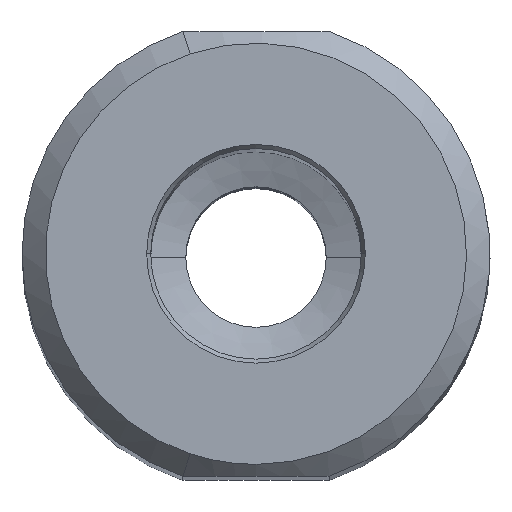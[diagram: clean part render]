
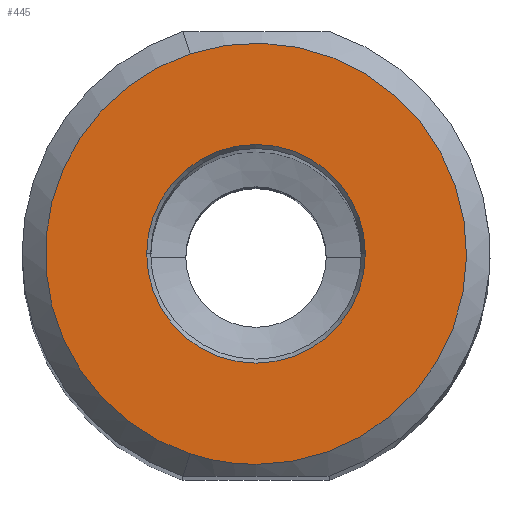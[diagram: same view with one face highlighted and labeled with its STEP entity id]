
A CAD part, top view. The second image highlights one B-rep face of the part: STEP entity #445.
In plain terms, the highlighted planar face has unit normal (0, 0, 1).
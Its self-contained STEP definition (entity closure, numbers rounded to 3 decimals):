
#445=ADVANCED_FACE('',(#547,#548),#509,.T.);
#509=PLANE('',#1608);
#547=FACE_BOUND('',#586,.T.);
#548=FACE_BOUND('',#587,.T.);
#586=EDGE_LOOP('',(#788,#789,#790));
#587=EDGE_LOOP('',(#791,#792));
#788=ORIENTED_EDGE('',*,*,#1206,.F.);
#789=ORIENTED_EDGE('',*,*,#1204,.F.);
#790=ORIENTED_EDGE('',*,*,#1203,.F.);
#791=ORIENTED_EDGE('',*,*,#1245,.F.);
#792=ORIENTED_EDGE('',*,*,#1246,.F.);
#1072=VERTEX_POINT('',#2354);
#1073=VERTEX_POINT('',#2356);
#1074=VERTEX_POINT('',#2358);
#1098=VERTEX_POINT('',#2615);
#1099=VERTEX_POINT('',#2617);
#1203=EDGE_CURVE('',#1072,#1073,#1382,.T.);
#1204=EDGE_CURVE('',#1073,#1074,#1383,.T.);
#1206=EDGE_CURVE('',#1074,#1072,#1384,.T.);
#1245=EDGE_CURVE('',#1099,#1098,#1401,.T.);
#1246=EDGE_CURVE('',#1098,#1099,#1402,.T.);
#1382=CIRCLE('',#1572,9.);
#1383=CIRCLE('',#1573,9.);
#1384=CIRCLE('',#1575,9.);
#1401=CIRCLE('',#1605,4.673);
#1402=CIRCLE('',#1607,4.673);
#1572=AXIS2_PLACEMENT_3D('',#2355,#1803,#1804);
#1573=AXIS2_PLACEMENT_3D('',#2357,#1805,#1806);
#1575=AXIS2_PLACEMENT_3D('',#2361,#1810,#1811);
#1605=AXIS2_PLACEMENT_3D('',#2618,#1884,#1885);
#1607=AXIS2_PLACEMENT_3D('',#2620,#1888,#1889);
#1608=AXIS2_PLACEMENT_3D('',#2621,#1890,#1891);
#1803=DIRECTION('',(0.,0.,-1.));
#1804=DIRECTION('',(-0.312,0.95,0.));
#1805=DIRECTION('',(0.,0.,-1.));
#1806=DIRECTION('',(0.,-1.,0.));
#1810=DIRECTION('',(0.,0.,-1.));
#1811=DIRECTION('',(-0.312,-0.95,0.));
#1884=DIRECTION('',(0.,0.,1.));
#1885=DIRECTION('',(1.,0.,0.));
#1888=DIRECTION('',(0.,0.,1.));
#1889=DIRECTION('',(-1.,0.,0.));
#1890=DIRECTION('',(0.,0.,1.));
#1891=DIRECTION('',(1.,0.,0.));
#2354=CARTESIAN_POINT('',(-2.81,8.55,0.));
#2355=CARTESIAN_POINT('',(0.,0.,0.));
#2356=CARTESIAN_POINT('',(0.,-9.,0.));
#2357=CARTESIAN_POINT('',(0.,0.,0.));
#2358=CARTESIAN_POINT('',(-2.81,-8.55,0.));
#2361=CARTESIAN_POINT('',(0.,0.,0.));
#2615=CARTESIAN_POINT('',(-4.673,0.,0.));
#2617=CARTESIAN_POINT('',(4.673,0.,0.));
#2618=CARTESIAN_POINT('',(0.,0.,0.));
#2620=CARTESIAN_POINT('',(0.,0.,0.));
#2621=CARTESIAN_POINT('',(-0.004,0.005,0.));
